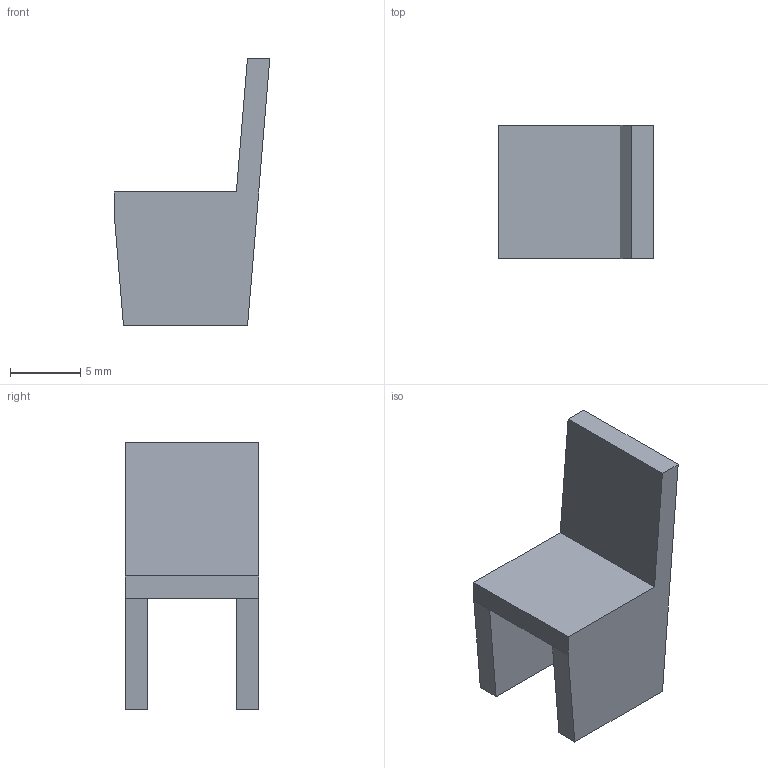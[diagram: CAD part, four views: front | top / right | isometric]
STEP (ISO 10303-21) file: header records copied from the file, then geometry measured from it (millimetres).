
FILE_DESCRIPTION(/* description */ (''),/* implementation_level */ '2;1');
FILE_NAME(/* name */ 'scale concrete chair v1',/* time_stamp */ '2025-04-17T13:50:51-04:00',/* author */ (''),/* organization */ (''),/* preprocessor_version */ 'ST-DEVELOPER v19.2',/* originating_system */ 'Rhino 8.18',/* authorisation */ '');
FILE_SCHEMA (('CONFIG_CONTROL_DESIGN'));
Length unit declared in the file: inch
Products named in the file (1): Document
Bounding box: 11.11 x 9.53 x 19.05 mm (x, y, z)
Volume: 539.6 mm3; surface area: 819.4 mm2
Topology: 1 solids, 1 shells, 14 faces, 34 edges, 22 vertices
Faces by surface type: plane 14
Entity records: 438 total; most frequent: CARTESIAN_POINT 105, ORIENTED_EDGE 68, EDGE_CURVE 34, B_SPLINE_CURVE_WITH_KNOTS 34, VERTEX_POINT 22, DIRECTION 17, AXIS2_PLACEMENT_3D 15, ADVANCED_FACE 14
